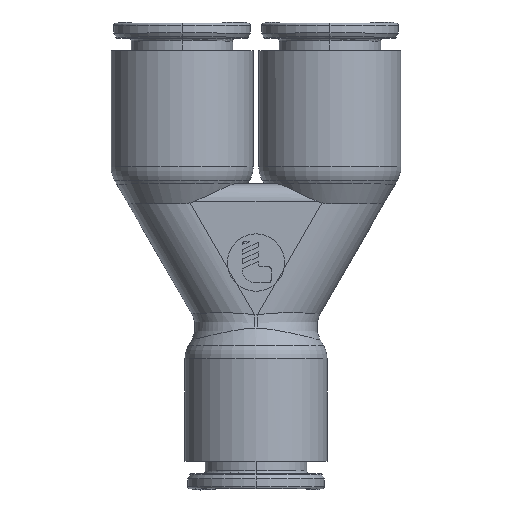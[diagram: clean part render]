
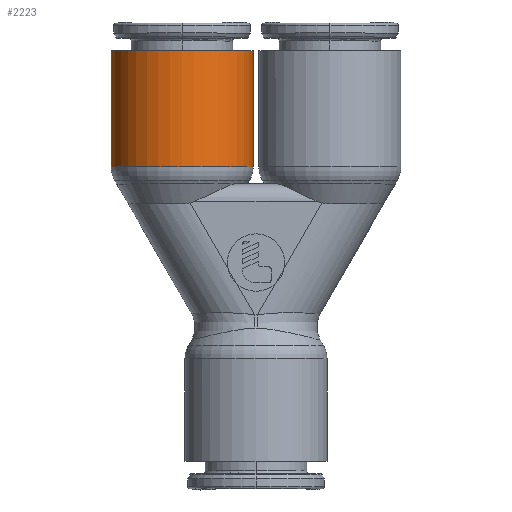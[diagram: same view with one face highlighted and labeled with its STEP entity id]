
A CAD part, top view. The second image highlights one B-rep face of the part: STEP entity #2223.
In plain terms, the highlighted cylindrical face has radius 8.05 mm (diameter 16.1 mm), a partial arc.
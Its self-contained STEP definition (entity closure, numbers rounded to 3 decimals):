
#2223=ADVANCED_FACE('',(#6186),#6187,.T.);
#6186=FACE_OUTER_BOUND('',#18062,.T.);
#6187=CYLINDRICAL_SURFACE('',#18063,8.05);
#18062=EDGE_LOOP('',(#32756,#32757,#32758,#32759));
#18063=AXIS2_PLACEMENT_3D('',#32760,#32761,#32762);
#32756=ORIENTED_EDGE('',*,*,#38265,.F.);
#32757=ORIENTED_EDGE('',*,*,#38263,.T.);
#32758=ORIENTED_EDGE('',*,*,#38266,.T.);
#32759=ORIENTED_EDGE('',*,*,#38267,.F.);
#32760=CARTESIAN_POINT('',(-8.375,30.645,0.0));
#32761=DIRECTION('',(-0.0,-1.0,0.0));
#32762=DIRECTION('',(-1.0,0.0,0.0));
#38263=EDGE_CURVE('',#46316,#46317,#46319,.T.);
#38265=EDGE_CURVE('',#46316,#46321,#46322,.T.);
#38266=EDGE_CURVE('',#46317,#46323,#46324,.T.);
#38267=EDGE_CURVE('',#46321,#46323,#46325,.T.);
#46316=VERTEX_POINT('',#62565);
#46317=VERTEX_POINT('',#62566);
#46319=CIRCLE('',#62568,8.05);
#46321=VERTEX_POINT('',#62570);
#46322=LINE('',#62571,#62572);
#46323=VERTEX_POINT('',#62573);
#46324=LINE('',#62574,#62575);
#46325=CIRCLE('',#62576,8.05);
#62565=CARTESIAN_POINT('',(-0.325,46.5,0.0));
#62566=CARTESIAN_POINT('',(-16.425,46.5,0.0));
#62568=AXIS2_PLACEMENT_3D('',#69590,#69591,#69592);
#62570=CARTESIAN_POINT('',(-0.325,33.34,-0.004));
#62571=CARTESIAN_POINT('',(-0.325,46.5,0.0));
#62572=VECTOR('',#69596,13.16);
#62573=CARTESIAN_POINT('',(-16.425,33.34,0.004));
#62574=CARTESIAN_POINT('',(-16.425,46.5,0.0));
#62575=VECTOR('',#69597,13.16);
#62576=AXIS2_PLACEMENT_3D('',#69598,#69599,#69600);
#69590=CARTESIAN_POINT('',(-8.375,46.5,0.0));
#69591=DIRECTION('',(0.0,-1.0,0.0));
#69592=DIRECTION('',(1.0,0.0,0.0));
#69596=DIRECTION('',(0.0,-1.0,0.0));
#69597=DIRECTION('',(0.0,-1.0,0.0));
#69598=CARTESIAN_POINT('',(-8.375,33.34,0.0));
#69599=DIRECTION('',(0.0,-1.0,0.0));
#69600=DIRECTION('',(1.0,0.0,0.0));
